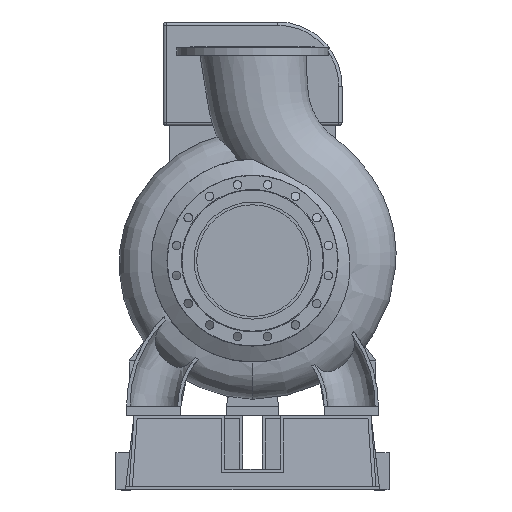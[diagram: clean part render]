
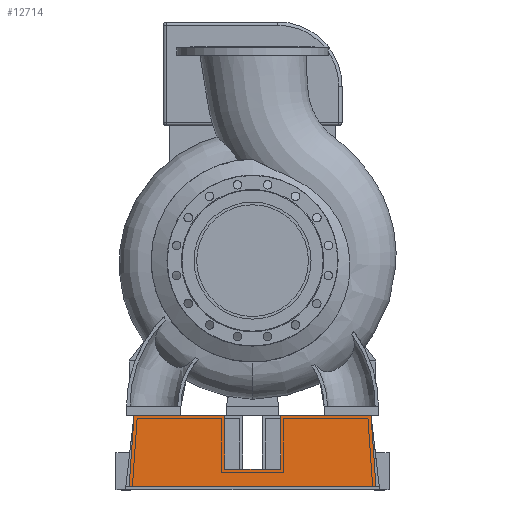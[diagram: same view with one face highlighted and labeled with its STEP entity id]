
A CAD part, left-side view. The second image highlights one B-rep face of the part: STEP entity #12714.
In plain terms, the highlighted planar face has unit normal (-0.998, 0, 0.069).
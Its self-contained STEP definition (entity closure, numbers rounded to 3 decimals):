
#1072=LINE('',#29751,#2069);
#1095=LINE('',#29796,#2092);
#1109=LINE('',#29825,#2106);
#1110=LINE('',#29826,#2107);
#1111=LINE('',#29828,#2108);
#1112=LINE('',#29830,#2109);
#1113=LINE('',#29831,#2110);
#1114=LINE('',#29832,#2111);
#2069=VECTOR('',#17162,10.);
#2092=VECTOR('',#17191,10.);
#2106=VECTOR('',#17219,10.);
#2107=VECTOR('',#17220,10.);
#2108=VECTOR('',#17221,10.);
#2109=VECTOR('',#17222,10.);
#2110=VECTOR('',#17223,10.);
#2111=VECTOR('',#17224,10.);
#2697=PLANE('',#13973);
#3747=FACE_OUTER_BOUND('',#4784,.T.);
#4784=EDGE_LOOP('',(#11353,#11354,#11355,#11356,#11357,#11358,#11359,#11360));
#6485=VERTEX_POINT('',#29748);
#6486=VERTEX_POINT('',#29750);
#6504=VERTEX_POINT('',#29793);
#6505=VERTEX_POINT('',#29795);
#6512=VERTEX_POINT('',#29823);
#6513=VERTEX_POINT('',#29824);
#6514=VERTEX_POINT('',#29827);
#6515=VERTEX_POINT('',#29829);
#8129=EDGE_CURVE('',#6485,#6486,#1072,.T.);
#8152=EDGE_CURVE('',#6504,#6505,#1095,.T.);
#8166=EDGE_CURVE('',#6512,#6513,#1109,.T.);
#8167=EDGE_CURVE('',#6513,#6505,#1110,.T.);
#8168=EDGE_CURVE('',#6504,#6514,#1111,.T.);
#8169=EDGE_CURVE('',#6515,#6514,#1112,.T.);
#8170=EDGE_CURVE('',#6486,#6515,#1113,.T.);
#8171=EDGE_CURVE('',#6485,#6512,#1114,.T.);
#11353=ORIENTED_EDGE('',*,*,#8166,.T.);
#11354=ORIENTED_EDGE('',*,*,#8167,.T.);
#11355=ORIENTED_EDGE('',*,*,#8152,.F.);
#11356=ORIENTED_EDGE('',*,*,#8168,.T.);
#11357=ORIENTED_EDGE('',*,*,#8169,.F.);
#11358=ORIENTED_EDGE('',*,*,#8170,.F.);
#11359=ORIENTED_EDGE('',*,*,#8129,.F.);
#11360=ORIENTED_EDGE('',*,*,#8171,.T.);
#12714=ADVANCED_FACE('',(#3747),#2697,.F.);
#13973=AXIS2_PLACEMENT_3D('',#29822,#17217,#17218);
#17162=DIRECTION('',(0.,-1.,0.));
#17191=DIRECTION('',(0.,-1.,0.));
#17217=DIRECTION('center_axis',(0.998,0.,
-0.069));
#17218=DIRECTION('ref_axis',(0.069,0.,0.998));
#17219=DIRECTION('',(0.,1.,0.));
#17220=DIRECTION('',(0.069,0.,0.998));
#17221=DIRECTION('',(-0.069,0.069,-0.995));
#17222=DIRECTION('',(0.,1.,0.));
#17223=DIRECTION('',(-0.069,-0.069,-0.995));
#17224=DIRECTION('',(-0.069,0.,-0.998));
#29748=CARTESIAN_POINT('',(-205.,-85.,227.));
#29750=CARTESIAN_POINT('',(-205.,-360.,227.));
#29751=CARTESIAN_POINT('',(-205.,-350.,227.));
#29793=CARTESIAN_POINT('',(-205.,360.,227.));
#29795=CARTESIAN_POINT('',(-205.,85.,227.));
#29796=CARTESIAN_POINT('',(-205.,-350.,227.));
#29822=CARTESIAN_POINT('Origin',(-205.,-350.,227.));
#29823=CARTESIAN_POINT('',(-216.336,-85.,63.));
#29824=CARTESIAN_POINT('',(-216.336,85.,63.));
#29825=CARTESIAN_POINT('',(-216.336,-175.,63.));
#29826=CARTESIAN_POINT('',(-204.013,85.,241.275));
#29827=CARTESIAN_POINT('',(-220.,375.,10.));
#29828=CARTESIAN_POINT('',(-205.,360.,227.));
#29829=CARTESIAN_POINT('',(-220.,-375.,10.));
#29830=CARTESIAN_POINT('',(-220.,-187.5,10.));
#29831=CARTESIAN_POINT('',(-205.,-360.,227.));
#29832=CARTESIAN_POINT('',(-205.083,-85.,225.796));
